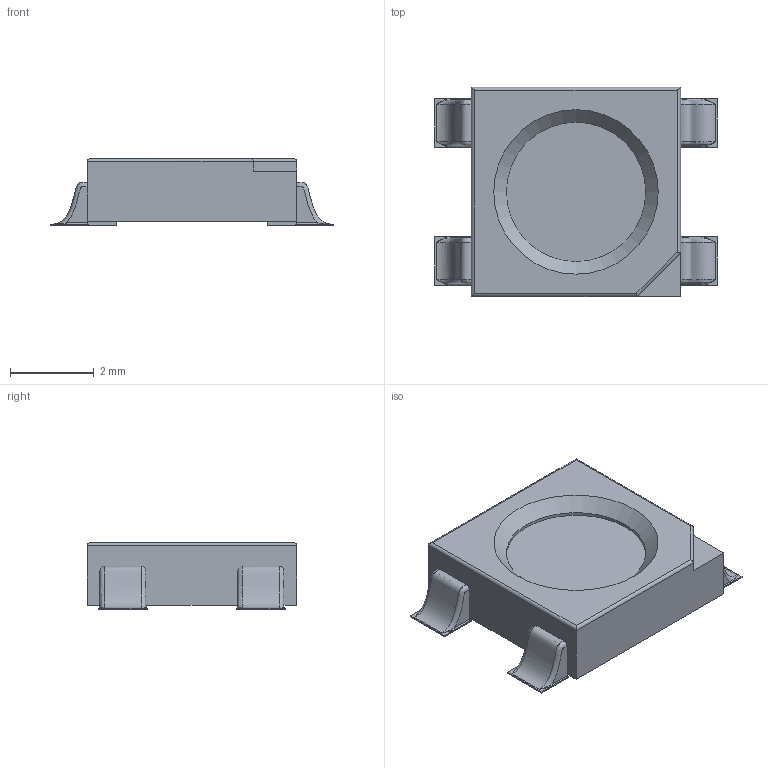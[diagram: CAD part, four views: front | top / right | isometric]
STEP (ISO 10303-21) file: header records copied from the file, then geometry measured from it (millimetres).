
FILE_DESCRIPTION(/* description */ (''),/* implementation_level */ '2;1');
FILE_NAME(/* name */ 'WS2812B Soldered Soldered.step',/* time_stamp */ '2020-09-08T20:43:22+09:00',/* author */ (''),/* organization */ (''),/* preprocessor_version */ 'ST-DEVELOPER v18.1',/* originating_system */ 'Autodesk Translation Framework v9.3.0.1241',/* authorisation */ '');
FILE_SCHEMA (('AUTOMOTIVE_DESIGN { 1 0 10303 214 3 1 1 }'));
Length unit declared in the file: millimetre
Products named in the file (2): WS2812B Soldered; LED_WS2812B_PLCC4_5.0x5.0mm_P3.2mm
Assembly tree (1 placements, depth 2):
  WS2812B Soldered
    LED_WS2812B_PLCC4_5.0x5.0mm_P3.2mm
Bounding box: 6.76 x 5 x 1.6 mm (x, y, z)
Volume: 36.1 mm3; surface area: 109.9 mm2
Topology: 5 solids, 5 shells, 132 faces, 341 edges, 212 vertices
Faces by surface type: plane 81, cylinder 30, bspline 20, cone 1
Full cylindrical faces by diameter (mm): 3.333 x1
Entity records: 16008 total; most frequent: CARTESIAN_POINT 12776, ORIENTED_EDGE 666, DIRECTION 579, EDGE_CURVE 333, LINE 237, VECTOR 237, VERTEX_POINT 212, AXIS2_PLACEMENT_3D 171
